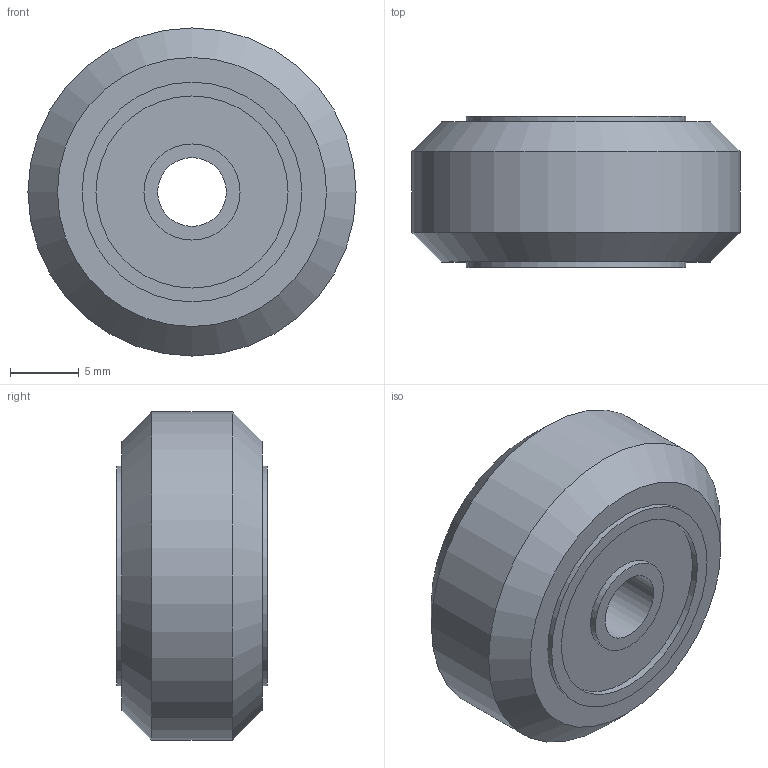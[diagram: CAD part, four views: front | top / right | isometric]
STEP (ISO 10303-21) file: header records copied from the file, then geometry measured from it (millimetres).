
FILE_DESCRIPTION(/* description */ (''),/* implementation_level */ '2;1');
FILE_NAME(/* name */ 'V slot wheel D23.9 v2.step',/* time_stamp */ '2023-08-29T00:40:50+08:00',/* author */ (''),/* organization */ (''),/* preprocessor_version */ 'ST-DEVELOPER v20',/* originating_system */ 'Autodesk Translation Framework v12.9.0.99',/* authorisation */ '');
FILE_SCHEMA (('AUTOMOTIVE_DESIGN { 1 0 10303 214 3 1 1 }'));
Length unit declared in the file: millimetre
Products named in the file (1): V slot wheel D23.9
Bounding box: 23.9 x 11 x 23.9 mm (x, y, z)
Volume: 4079.1 mm3; surface area: 2727.1 mm2
Topology: 2 solids, 2 shells, 18 faces, 28 edges, 18 vertices
Faces by surface type: cylinder 8, plane 8, cone 2
Full cylindrical faces by diameter (mm): 5 x1, 7 x2, 14 x2, 16 x2, 23.9 x1
Entity records: 454 total; most frequent: DIRECTION 84, CARTESIAN_POINT 65, ORIENTED_EDGE 56, AXIS2_PLACEMENT_3D 37, EDGE_CURVE 28, EDGE_LOOP 26, FACE_OUTER_BOUND 18, CIRCLE 18
